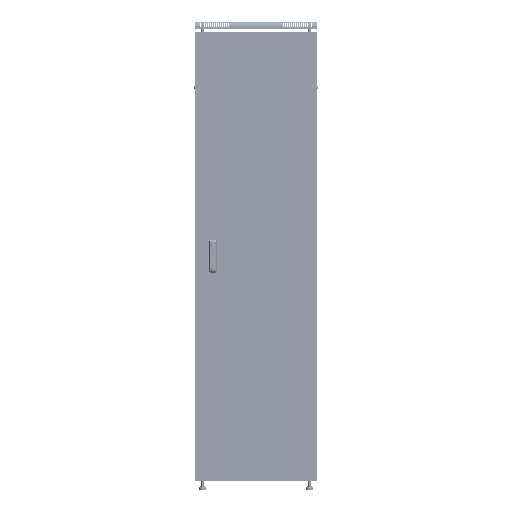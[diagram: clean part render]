
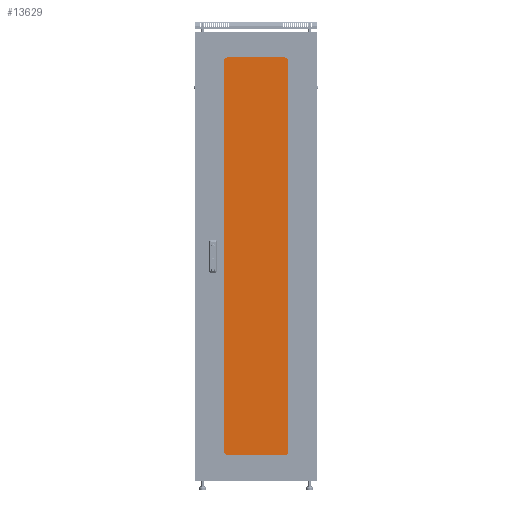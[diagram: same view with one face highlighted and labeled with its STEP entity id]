
A CAD part, top view. The second image highlights one B-rep face of the part: STEP entity #13629.
In plain terms, the highlighted planar face has unit normal (0, 0, 1).
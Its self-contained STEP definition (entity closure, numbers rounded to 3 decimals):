
#5131 = EDGE_CURVE ( 'NONE', #19804, #74418, #19447, .T. ) ;
#5411 = ORIENTED_EDGE ( 'NONE', *, *, #9236, .T. ) ;
#8802 = DIRECTION ( 'NONE',  ( 0., 0., 1. ) ) ;
#9236 = EDGE_CURVE ( 'NONE', #10141, #111025, #10960, .T. ) ;
#9416 = DIRECTION ( 'NONE',  ( 0., -1., 0. ) ) ;
#10141 = VERTEX_POINT ( 'NONE', #82703 ) ;
#10960 = LINE ( 'NONE', #50029, #18351 ) ;
#13629 = ADVANCED_FACE ( 'NONE', ( #113480 ), #74722, .T. ) ;
#14707 = CARTESIAN_POINT ( 'NONE',  ( 180., 1060.225, 4. ) ) ;
#15333 = CARTESIAN_POINT ( 'NONE',  ( 180., -1060.225, 4. ) ) ;
#18351 = VECTOR ( 'NONE', #31193, 1000. ) ;
#19447 = LINE ( 'NONE', #40964, #106003 ) ;
#19804 = VERTEX_POINT ( 'NONE', #14707 ) ;
#22517 = DIRECTION ( 'NONE',  ( -1., 0., 0. ) ) ;
#26789 = ORIENTED_EDGE ( 'NONE', *, *, #87400, .T. ) ;
#28624 = DIRECTION ( 'NONE',  ( 0., 1., 0. ) ) ;
#29077 = VECTOR ( 'NONE', #28624, 1000. ) ;
#31193 = DIRECTION ( 'NONE',  ( 1., 0., 0. ) ) ;
#40964 = CARTESIAN_POINT ( 'NONE',  ( 180., 1060.225, 4. ) ) ;
#50029 = CARTESIAN_POINT ( 'NONE',  ( 180., -1060.225, 4. ) ) ;
#58725 = EDGE_LOOP ( 'NONE', ( #62917, #5411, #26789, #106725 ) ) ;
#62917 = ORIENTED_EDGE ( 'NONE', *, *, #94015, .T. ) ;
#64330 = DIRECTION ( 'NONE',  ( 1., 0., 0. ) ) ;
#66036 = CARTESIAN_POINT ( 'NONE',  ( -180., 1060.225, 4. ) ) ;
#67058 = CARTESIAN_POINT ( 'NONE',  ( 180., -1060.225, 4. ) ) ;
#74418 = VERTEX_POINT ( 'NONE', #66036 ) ;
#74722 = PLANE ( 'NONE',  #111190 ) ;
#79877 = LINE ( 'NONE', #67058, #29077 ) ;
#82703 = CARTESIAN_POINT ( 'NONE',  ( -180., -1060.225, 4. ) ) ;
#85745 = CARTESIAN_POINT ( 'NONE',  ( -180., -1060.225, 4. ) ) ;
#87400 = EDGE_CURVE ( 'NONE', #111025, #19804, #79877, .T. ) ;
#94015 = EDGE_CURVE ( 'NONE', #74418, #10141, #121548, .T. ) ;
#96242 = VECTOR ( 'NONE', #9416, 1000. ) ;
#106003 = VECTOR ( 'NONE', #22517, 1000. ) ;
#106725 = ORIENTED_EDGE ( 'NONE', *, *, #5131, .T. ) ;
#111025 = VERTEX_POINT ( 'NONE', #15333 ) ;
#111190 = AXIS2_PLACEMENT_3D ( 'NONE', #121397, #8802, #64330 ) ;
#113480 = FACE_OUTER_BOUND ( 'NONE', #58725, .T. ) ;
#121397 = CARTESIAN_POINT ( 'NONE',  ( 0., 0., 4. ) ) ;
#121548 = LINE ( 'NONE', #85745, #96242 ) ;
